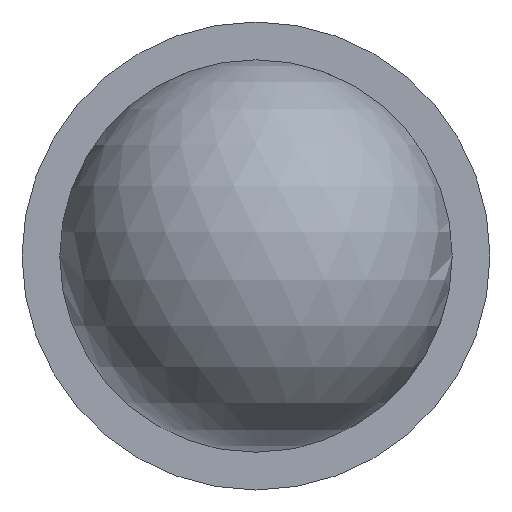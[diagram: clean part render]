
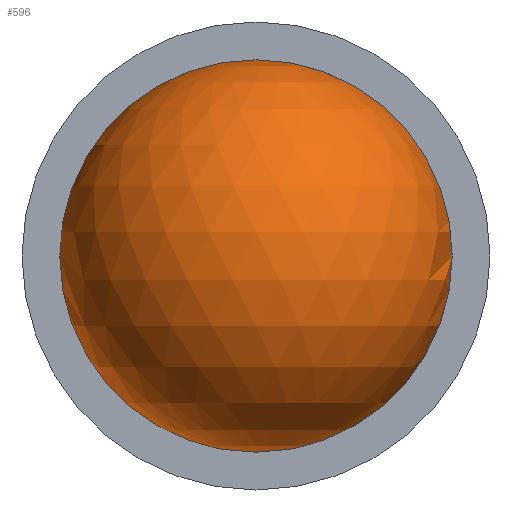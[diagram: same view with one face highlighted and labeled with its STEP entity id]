
A CAD part, front view. The second image highlights one B-rep face of the part: STEP entity #596.
In plain terms, the highlighted spherical face has radius 10.9 mm.
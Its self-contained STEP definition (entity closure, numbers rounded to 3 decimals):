
#48=SPHERICAL_SURFACE('',#701,10.9);
#85=FACE_OUTER_BOUND('',#136,.T.);
#136=EDGE_LOOP('',(#505));
#234=CIRCLE('',#700,10.9);
#286=VERTEX_POINT('',#1058);
#358=EDGE_CURVE('',#286,#286,#234,.T.);
#505=ORIENTED_EDGE('',*,*,#358,.T.);
#596=ADVANCED_FACE('',(#85),#48,.T.);
#700=AXIS2_PLACEMENT_3D('',#1059,#894,#895);
#701=AXIS2_PLACEMENT_3D('',#1061,#897,#898);
#894=DIRECTION('center_axis',(0.,-1.,0.));
#895=DIRECTION('ref_axis',(1.,0.,0.));
#897=DIRECTION('center_axis',(0.,0.,1.));
#898=DIRECTION('ref_axis',(0.,1.,0.));
#1058=CARTESIAN_POINT('',(-10.9,10.9,0.));
#1059=CARTESIAN_POINT('Origin',(0.,10.9,0.));
#1061=CARTESIAN_POINT('Origin',(0.,10.9,0.));
